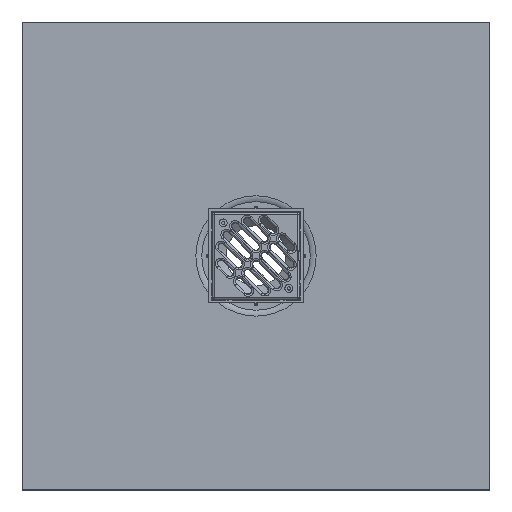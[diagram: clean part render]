
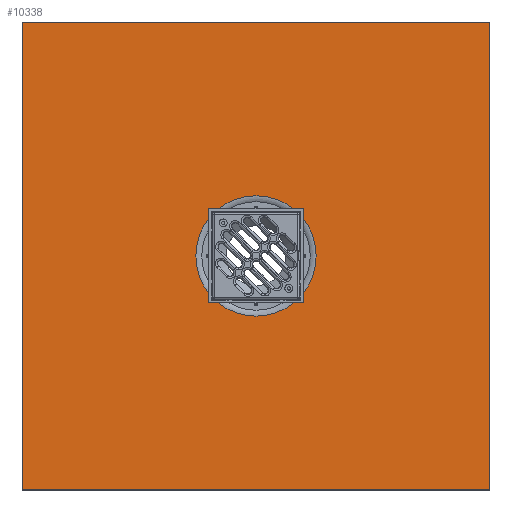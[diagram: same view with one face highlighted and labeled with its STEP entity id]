
A CAD part, top view. The second image highlights one B-rep face of the part: STEP entity #10338.
In plain terms, the highlighted planar face has unit normal (0, 0, 1).
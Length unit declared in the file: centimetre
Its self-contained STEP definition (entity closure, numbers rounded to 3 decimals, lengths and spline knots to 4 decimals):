
#504=LINE('',#18441,#1121);
#508=LINE('',#18448,#1125);
#511=LINE('',#18454,#1128);
#512=LINE('',#18456,#1129);
#1121=VECTOR('',#13581,1.);
#1125=VECTOR('',#13587,1.);
#1128=VECTOR('',#13592,1.);
#1129=VECTOR('',#13595,1.);
#1747=FACE_BOUND('',#2933,.T.);
#1852=PLANE('',#11369);
#2237=FACE_OUTER_BOUND('',#2932,.T.);
#2932=EDGE_LOOP('',(#7981,#7982,#7983,#7984));
#2933=EDGE_LOOP('',(#7985));
#3784=CIRCLE('',#11339,64.3137);
#4642=VERTEX_POINT('',#18392);
#4657=VERTEX_POINT('',#18438);
#4658=VERTEX_POINT('',#18440);
#4660=VERTEX_POINT('',#18446);
#4662=VERTEX_POINT('',#18452);
#5821=EDGE_CURVE('',#4642,#4642,#3784,.T.);
#5844=EDGE_CURVE('',#4657,#4658,#504,.T.);
#5848=EDGE_CURVE('',#4660,#4657,#508,.T.);
#5851=EDGE_CURVE('',#4662,#4660,#511,.T.);
#5852=EDGE_CURVE('',#4658,#4662,#512,.T.);
#7981=ORIENTED_EDGE('',*,*,#5844,.F.);
#7982=ORIENTED_EDGE('',*,*,#5848,.F.);
#7983=ORIENTED_EDGE('',*,*,#5851,.F.);
#7984=ORIENTED_EDGE('',*,*,#5852,.F.);
#7985=ORIENTED_EDGE('',*,*,#5821,.T.);
#10338=ADVANCED_FACE('',(#2237,#1747),#1852,.F.);
#11339=AXIS2_PLACEMENT_3D('',#18393,#13521,#13522);
#11369=AXIS2_PLACEMENT_3D('',#18455,#13593,#13594);
#13521=DIRECTION('center_axis',(0.,0.,-1.));
#13522=DIRECTION('ref_axis',(1.,0.,0.));
#13581=DIRECTION('',(0.,-1.,0.));
#13587=DIRECTION('',(1.,0.,0.));
#13592=DIRECTION('',(0.,1.,0.));
#13593=DIRECTION('center_axis',(0.,0.,-1.));
#13594=DIRECTION('ref_axis',(-1.,0.,0.));
#13595=DIRECTION('',(-1.,0.,0.));
#18392=CARTESIAN_POINT('',(1008.9395,184.3313,128.));
#18393=CARTESIAN_POINT('Origin',(1008.9395,248.645,128.));
#18438=CARTESIAN_POINT('',(1258.9395,498.645,128.));
#18440=CARTESIAN_POINT('',(1258.9395,-1.355,128.));
#18441=CARTESIAN_POINT('',(1258.9395,248.645,128.));
#18446=CARTESIAN_POINT('',(758.9395,498.645,128.));
#18448=CARTESIAN_POINT('',(1008.9395,498.645,128.));
#18452=CARTESIAN_POINT('',(758.9395,-1.355,128.));
#18454=CARTESIAN_POINT('',(758.9395,248.645,128.));
#18455=CARTESIAN_POINT('Origin',(1008.9395,248.645,128.));
#18456=CARTESIAN_POINT('',(1008.9395,-1.355,128.));
